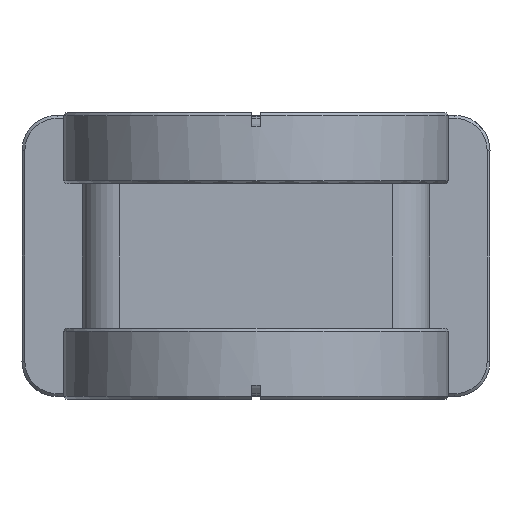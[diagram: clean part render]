
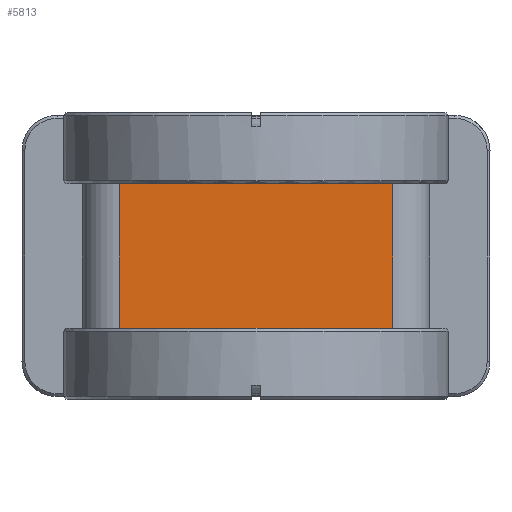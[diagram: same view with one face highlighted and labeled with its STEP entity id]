
A CAD part, front view. The second image highlights one B-rep face of the part: STEP entity #5813.
In plain terms, the highlighted planar face has unit normal (0, 1, 0).
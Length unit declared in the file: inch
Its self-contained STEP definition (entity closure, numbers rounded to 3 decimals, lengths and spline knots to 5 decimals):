
#16 = EDGE_CURVE ( 'NONE', #10514, #6391, #13795, .T. ) ;
#554 = EDGE_CURVE ( 'NONE', #11654, #11026, #5026, .T. ) ;
#932 = ORIENTED_EDGE ( 'NONE', *, *, #14000, .F. ) ;
#951 = DIRECTION ( 'NONE',  ( 1., 0., 0. ) ) ;
#1208 = CARTESIAN_POINT ( 'NONE',  ( 0.345, -1.3, 0.5125 ) ) ;
#1264 = CARTESIAN_POINT ( 'NONE',  ( 0.9685, -1.3, 0.5125 ) ) ;
#1367 = CARTESIAN_POINT ( 'NONE',  ( 0., -1.3, -0.5125 ) ) ;
#1401 = EDGE_CURVE ( 'NONE', #10190, #11654, #12781, .T. ) ;
#1481 = DIRECTION ( 'NONE',  ( 0., -1., 0. ) ) ;
#2015 = DIRECTION ( 'NONE',  ( 1., 0., 0. ) ) ;
#2039 = VECTOR ( 'NONE', #14217, 39.37008 ) ;
#2717 = ORIENTED_EDGE ( 'NONE', *, *, #9103, .F. ) ;
#4023 = PLANE ( 'NONE',  #13329 ) ;
#4034 = CARTESIAN_POINT ( 'NONE',  ( 0., -1.3, 0.5125 ) ) ;
#4751 = CARTESIAN_POINT ( 'NONE',  ( 0., -1.3, 0.5125 ) ) ;
#4845 = CARTESIAN_POINT ( 'NONE',  ( 0.9685, -1.3, 0.52202 ) ) ;
#4935 = EDGE_LOOP ( 'NONE', ( #8855, #6441, #7239, #12042, #932, #10849, #2717, #8938 ) ) ;
#4956 = LINE ( 'NONE', #9192, #8556 ) ;
#5026 = LINE ( 'NONE', #12664, #8811 ) ;
#5287 = DIRECTION ( 'NONE',  ( 1., 0., 0. ) ) ;
#5449 = DIRECTION ( 'NONE',  ( 1., 0., 0. ) ) ;
#5643 = CARTESIAN_POINT ( 'NONE',  ( 0.9685, -1.3, -0.5125 ) ) ;
#5813 = ADVANCED_FACE ( 'NONE', ( #9289 ), #4023, .F. ) ;
#6211 = DIRECTION ( 'NONE',  ( 0., 0., -1. ) ) ;
#6232 = EDGE_CURVE ( 'NONE', #7809, #10190, #9761, .T. ) ;
#6287 = CARTESIAN_POINT ( 'NONE',  ( -0.9685, -1.3, -0.5125 ) ) ;
#6391 = VERTEX_POINT ( 'NONE', #10443 ) ;
#6441 = ORIENTED_EDGE ( 'NONE', *, *, #554, .T. ) ;
#7225 = LINE ( 'NONE', #4845, #14965 ) ;
#7239 = ORIENTED_EDGE ( 'NONE', *, *, #10921, .T. ) ;
#7336 = VERTEX_POINT ( 'NONE', #14682 ) ;
#7559 = LINE ( 'NONE', #6287, #8488 ) ;
#7809 = VERTEX_POINT ( 'NONE', #8358 ) ;
#8358 = CARTESIAN_POINT ( 'NONE',  ( -0.9685, -1.3, 0.5125 ) ) ;
#8488 = VECTOR ( 'NONE', #6211, 39.37008 ) ;
#8556 = VECTOR ( 'NONE', #5449, 39.37008 ) ;
#8811 = VECTOR ( 'NONE', #951, 39.37008 ) ;
#8855 = ORIENTED_EDGE ( 'NONE', *, *, #1401, .T. ) ;
#8868 = LINE ( 'NONE', #1367, #15525 ) ;
#8938 = ORIENTED_EDGE ( 'NONE', *, *, #6232, .T. ) ;
#9103 = EDGE_CURVE ( 'NONE', #7809, #10514, #7559, .T. ) ;
#9126 = DIRECTION ( 'NONE',  ( 0., 0., -1. ) ) ;
#9192 = CARTESIAN_POINT ( 'NONE',  ( 0., -1.3, -0.5125 ) ) ;
#9289 = FACE_OUTER_BOUND ( 'NONE', #4935, .T. ) ;
#9665 = VERTEX_POINT ( 'NONE', #5643 ) ;
#9761 = LINE ( 'NONE', #4751, #11994 ) ;
#9851 = EDGE_CURVE ( 'NONE', #7336, #9665, #8868, .T. ) ;
#10190 = VERTEX_POINT ( 'NONE', #13791 ) ;
#10443 = CARTESIAN_POINT ( 'NONE',  ( -0.345, -1.3, -0.5125 ) ) ;
#10514 = VERTEX_POINT ( 'NONE', #10738 ) ;
#10738 = CARTESIAN_POINT ( 'NONE',  ( -0.9685, -1.3, -0.5125 ) ) ;
#10849 = ORIENTED_EDGE ( 'NONE', *, *, #16, .F. ) ;
#10921 = EDGE_CURVE ( 'NONE', #11026, #9665, #7225, .T. ) ;
#11026 = VERTEX_POINT ( 'NONE', #1264 ) ;
#11654 = VERTEX_POINT ( 'NONE', #1208 ) ;
#11660 = CARTESIAN_POINT ( 'NONE',  ( -1.2285, -1.3, -0.5125 ) ) ;
#11994 = VECTOR ( 'NONE', #13732, 39.37008 ) ;
#12042 = ORIENTED_EDGE ( 'NONE', *, *, #9851, .F. ) ;
#12401 = DIRECTION ( 'NONE',  ( 0., 0., -1. ) ) ;
#12664 = CARTESIAN_POINT ( 'NONE',  ( 0., -1.3, 0.5125 ) ) ;
#12781 = LINE ( 'NONE', #4034, #2039 ) ;
#12851 = VECTOR ( 'NONE', #2015, 39.37008 ) ;
#13329 = AXIS2_PLACEMENT_3D ( 'NONE', #11660, #1481, #9126 ) ;
#13732 = DIRECTION ( 'NONE',  ( 1., 0., 0. ) ) ;
#13791 = CARTESIAN_POINT ( 'NONE',  ( -0.345, -1.3, 0.5125 ) ) ;
#13795 = LINE ( 'NONE', #15323, #12851 ) ;
#14000 = EDGE_CURVE ( 'NONE', #6391, #7336, #4956, .T. ) ;
#14217 = DIRECTION ( 'NONE',  ( 1., 0., 0. ) ) ;
#14682 = CARTESIAN_POINT ( 'NONE',  ( 0.345, -1.3, -0.5125 ) ) ;
#14965 = VECTOR ( 'NONE', #12401, 39.37008 ) ;
#15323 = CARTESIAN_POINT ( 'NONE',  ( 0., -1.3, -0.5125 ) ) ;
#15525 = VECTOR ( 'NONE', #5287, 39.37008 ) ;
